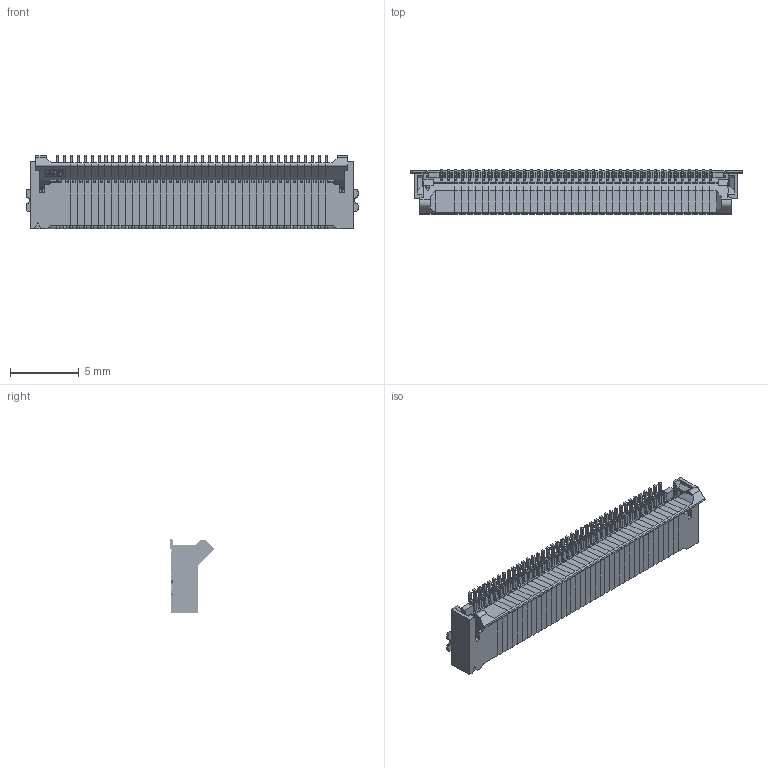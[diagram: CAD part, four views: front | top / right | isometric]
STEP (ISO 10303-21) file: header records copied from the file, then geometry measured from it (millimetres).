
FILE_DESCRIPTION((''),'2;1');
FILE_NAME('F32D_40PIN_ASM','2020-05-21T',('FSA12-PC'),(''),'CREO PARAMETRIC BY PTC INC, 2014500','CREO PARAMETRIC BY PTC INC, 2014500','');
FILE_SCHEMA(('AUTOMOTIVE_DESIGN { 1 0 10303 214 1 1 1 1 }'));
Length unit declared in the file: millimetre
Products named in the file (4): F32D_L; F32D_M; F32D_R; F32D_40PIN_ASM
Assembly tree (39 placements, depth 2):
  F32D_40PIN_ASM
    F32D_L
    F32D_M  x37
    F32D_R
Bounding box: 24.1 x 3.21 x 5.32 mm (x, y, z)
Volume: 172.8 mm3; surface area: 1501.2 mm2
Topology: 76 solids, 78 shells, 7738 faces, 23261 edges, 15467 vertices
Faces by surface type: plane 5426, cylinder 2298, torus 14
Entity records: 36350 total; most frequent: CARTESIAN_POINT 6947, ORIENTED_EDGE 6346, DIRECTION 5777, EDGE_CURVE 3173, VECTOR 2477, LINE 2477, VERTEX_POINT 2111, AXIS2_PLACEMENT_3D 1650
